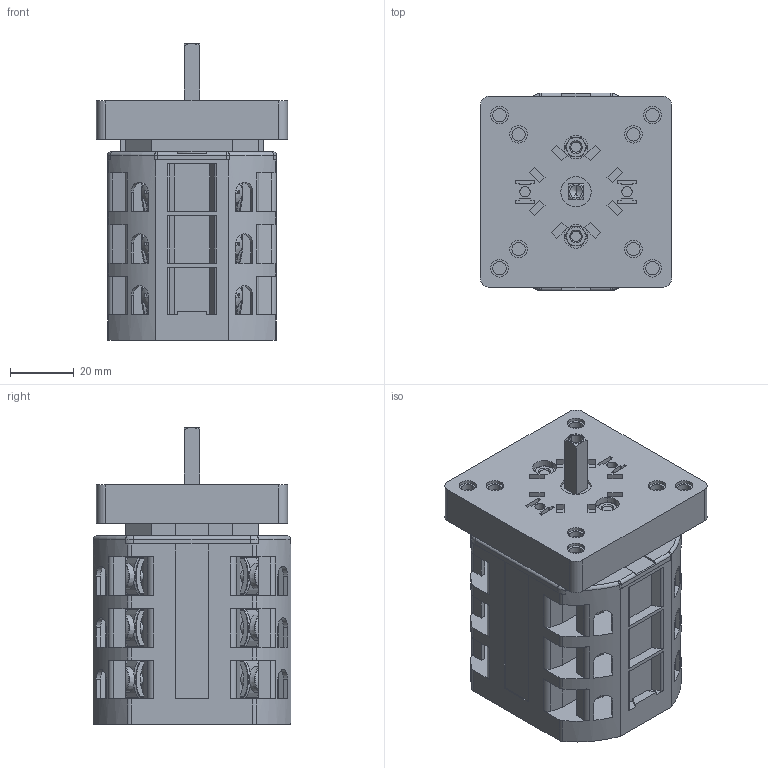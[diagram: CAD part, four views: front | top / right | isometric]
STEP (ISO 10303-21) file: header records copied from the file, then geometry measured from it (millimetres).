
FILE_DESCRIPTION((''),'2;1');
FILE_NAME('CRV2_25_51_3B_P_SW0001','2015-06-09T',('mangiapr'),(''),'PRO/ENGINEER BY PARAMETRIC TECHNOLOGY CORPORATION, 2011080','PRO/ENGINEER BY PARAMETRIC TECHNOLOGY CORPORATION, 2011080','');
FILE_SCHEMA(('CONFIG_CONTROL_DESIGN'));
Products named in the file (1): CRV2_25_51_3B_P_SW0001
Bounding box: 60 x 62 x 93.1 mm (x, y, z)
Volume: 168483.8 mm3; surface area: 52011.3 mm2
Topology: 1 solids, 1 shells, 1498 faces, 4032 edges, 2627 vertices
Faces by surface type: plane 758, cylinder 397, torus 159, cone 146, sphere 24, bspline 14
Entity records: 57537 total; most frequent: CARTESIAN_POINT 20117, ORIENTED_EDGE 8060, DIRECTION 7525, EDGE_CURVE 4030, AXIS2_PLACEMENT_3D 2733, VERTEX_POINT 2627, VECTOR 2059, LINE 2059
